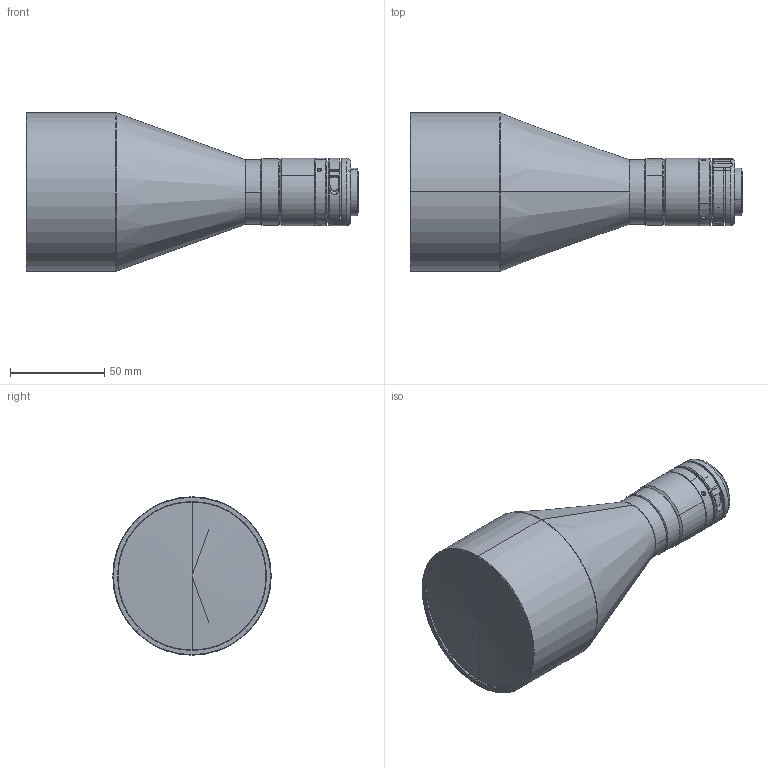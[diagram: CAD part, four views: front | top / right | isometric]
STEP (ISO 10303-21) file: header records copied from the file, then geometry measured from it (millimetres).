
FILE_DESCRIPTION (( 'STEP AP203' ), '1' );
FILE_NAME ('DTCM230-64H-AL.STEP', '2019-09-19T08:24:03', ( '' ), ( '' ), 'SwSTEP 2.0', 'SolidWorks 2017', '' );
FILE_SCHEMA (( 'CONFIG_CONTROL_DESIGN' ));
Length unit declared in the file: millimetre
Products named in the file (1): DTCM230-64H-AL
Bounding box: 175.92 x 84 x 84 mm (x, y, z)
Volume: 515303.8 mm3; surface area: 40115.3 mm2
Topology: 1 solids, 2 shells, 130 faces, 324 edges, 202 vertices
Faces by surface type: cylinder 69, cone 38, plane 19, bspline 4
Entity records: 4427 total; most frequent: CARTESIAN_POINT 1342, ORIENTED_EDGE 636, DIRECTION 622, EDGE_CURVE 318, AXIS2_PLACEMENT_3D 252, VERTEX_POINT 202, EDGE_LOOP 142, FACE_OUTER_BOUND 130
